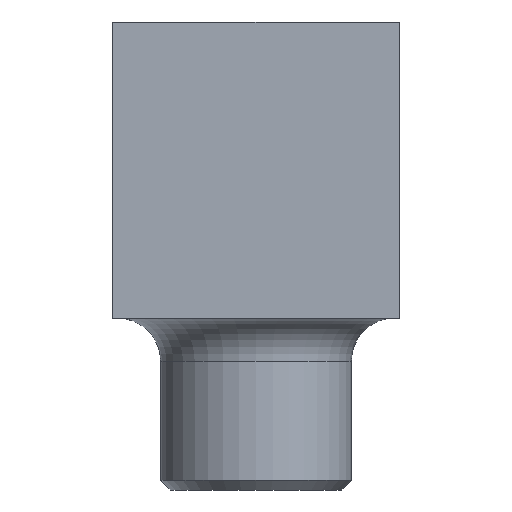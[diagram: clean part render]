
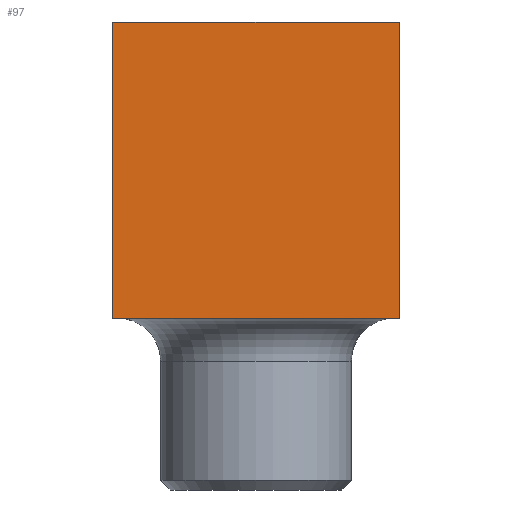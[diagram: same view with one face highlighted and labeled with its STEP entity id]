
A CAD part, front view. The second image highlights one B-rep face of the part: STEP entity #97.
In plain terms, the highlighted planar face has unit normal (0, -1, 0).
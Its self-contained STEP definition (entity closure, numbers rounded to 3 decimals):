
#49=FACE_OUTER_BOUND('',#168,.T.);
#56=LINE('',#508,#69);
#57=LINE('',#511,#70);
#58=LINE('',#513,#71);
#59=LINE('',#515,#72);
#69=VECTOR('',#411,1.);
#70=VECTOR('',#412,1.);
#71=VECTOR('',#413,1.);
#72=VECTOR('',#414,1.);
#83=PLANE('',#359);
#97=ADVANCED_FACE('',(#49),#83,.T.);
#168=EDGE_LOOP('',(#211,#212,#213,#214));
#211=ORIENTED_EDGE('',*,*,#303,.F.);
#212=ORIENTED_EDGE('',*,*,#304,.F.);
#213=ORIENTED_EDGE('',*,*,#305,.F.);
#214=ORIENTED_EDGE('',*,*,#306,.T.);
#275=VERTEX_POINT('',#509);
#276=VERTEX_POINT('',#510);
#277=VERTEX_POINT('',#512);
#278=VERTEX_POINT('',#514);
#303=EDGE_CURVE('',#275,#276,#56,.T.);
#304=EDGE_CURVE('',#277,#275,#57,.T.);
#305=EDGE_CURVE('',#278,#277,#58,.T.);
#306=EDGE_CURVE('',#278,#276,#59,.T.);
#359=AXIS2_PLACEMENT_3D('',#516,#415,#416);
#411=DIRECTION('',(0.,0.,-1.));
#412=DIRECTION('',(1.,0.,0.));
#413=DIRECTION('',(0.,0.,1.));
#414=DIRECTION('',(1.,0.,0.));
#415=DIRECTION('',(0.,-1.,0.));
#416=DIRECTION('',(0.,0.,1.));
#508=CARTESIAN_POINT('',(11.383,13.402,-2.292));
#509=CARTESIAN_POINT('',(11.383,13.402,-2.292));
#510=CARTESIAN_POINT('',(11.383,13.402,-8.492));
#511=CARTESIAN_POINT('',(5.383,13.402,-2.292));
#512=CARTESIAN_POINT('',(5.383,13.402,-2.292));
#513=CARTESIAN_POINT('',(5.383,13.402,-8.492));
#514=CARTESIAN_POINT('',(5.383,13.402,-8.492));
#515=CARTESIAN_POINT('',(5.383,13.402,-8.492));
#516=CARTESIAN_POINT('',(11.383,13.402,-8.492));
